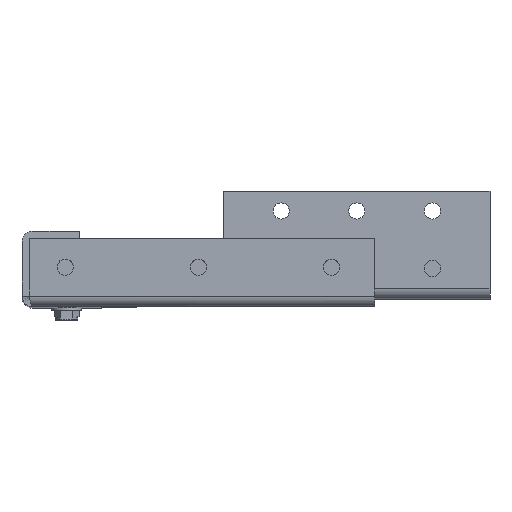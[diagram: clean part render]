
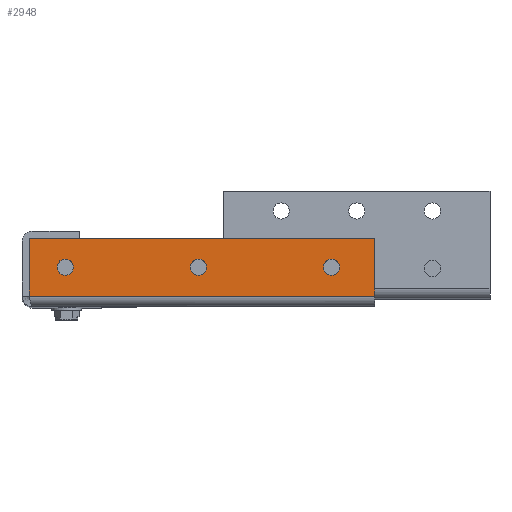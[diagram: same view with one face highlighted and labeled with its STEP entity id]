
A CAD part, top view. The second image highlights one B-rep face of the part: STEP entity #2948.
In plain terms, the highlighted planar face has unit normal (0, 0, 1).
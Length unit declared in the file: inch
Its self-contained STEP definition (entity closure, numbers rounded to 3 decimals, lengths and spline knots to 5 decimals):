
#5 = CARTESIAN_POINT ( 'NONE',  ( 5.5, 0.125, 7.625 ) ) ;
#9 = EDGE_CURVE ( 'NONE', #2891, #1897, #4762, .T. ) ;
#20 = ORIENTED_EDGE ( 'NONE', *, *, #6564, .T. ) ;
#129 = AXIS2_PLACEMENT_3D ( 'NONE', #1659, #3844, #609 ) ;
#213 = EDGE_CURVE ( 'NONE', #5355, #3633, #2706, .T. ) ;
#216 = CARTESIAN_POINT ( 'NONE',  ( 2.4375, 0.68625, 7.625 ) ) ;
#609 = DIRECTION ( 'NONE',  ( 1., 0., 0. ) ) ;
#973 = CARTESIAN_POINT ( 'NONE',  ( 2.578, 0.68625, 7.625 ) ) ;
#983 = DIRECTION ( 'NONE',  ( -1., 0., 0. ) ) ;
#1020 = VERTEX_POINT ( 'NONE', #6330 ) ;
#1038 = FACE_BOUND ( 'NONE', #5119, .T. ) ;
#1077 = EDGE_LOOP ( 'NONE', ( #5826, #4927 ) ) ;
#1149 = CARTESIAN_POINT ( 'NONE',  ( 4.75, 0.68625, 7.625 ) ) ;
#1503 = CIRCLE ( 'NONE', #129, 0.1405 ) ;
#1517 = DIRECTION ( 'NONE',  ( 1., 0., 0. ) ) ;
#1525 = CARTESIAN_POINT ( 'NONE',  ( 4.6095, 0.68625, 7.625 ) ) ;
#1559 = CARTESIAN_POINT ( 'NONE',  ( 0.125, 0.68625, 7.625 ) ) ;
#1659 = CARTESIAN_POINT ( 'NONE',  ( 0.125, 0.68625, 7.625 ) ) ;
#1714 = CARTESIAN_POINT ( 'NONE',  ( -0.49989, 0.185, 7.625 ) ) ;
#1886 = ORIENTED_EDGE ( 'NONE', *, *, #3063, .T. ) ;
#1897 = VERTEX_POINT ( 'NONE', #4870 ) ;
#1901 = CARTESIAN_POINT ( 'NONE',  ( 5.5, 0.185, 7.625 ) ) ;
#1954 = VECTOR ( 'NONE', #4887, 39.37008 ) ;
#1974 = CARTESIAN_POINT ( 'NONE',  ( 4.75, 0.68625, 7.625 ) ) ;
#2013 = DIRECTION ( 'NONE',  ( 1., 0., 0. ) ) ;
#2095 = DIRECTION ( 'NONE',  ( 0., 0., -1. ) ) ;
#2162 = FACE_BOUND ( 'NONE', #1077, .T. ) ;
#2175 = CARTESIAN_POINT ( 'NONE',  ( 5.5, 1.1875, 7.625 ) ) ;
#2183 = ORIENTED_EDGE ( 'NONE', *, *, #6461, .T. ) ;
#2217 = VERTEX_POINT ( 'NONE', #2722 ) ;
#2227 = VERTEX_POINT ( 'NONE', #1714 ) ;
#2248 = LINE ( 'NONE', #2785, #1954 ) ;
#2413 = DIRECTION ( 'NONE',  ( 0., 0., -1. ) ) ;
#2477 = EDGE_LOOP ( 'NONE', ( #5320, #4715 ) ) ;
#2547 = CARTESIAN_POINT ( 'NONE',  ( 5.5, 0.125, 7.625 ) ) ;
#2632 = EDGE_CURVE ( 'NONE', #1020, #2227, #2248, .T. ) ;
#2706 = CIRCLE ( 'NONE', #4058, 0.1405 ) ;
#2722 = CARTESIAN_POINT ( 'NONE',  ( 0.2655, 0.68625, 7.625 ) ) ;
#2785 = CARTESIAN_POINT ( 'NONE',  ( -0.49989, 0.125, 7.625 ) ) ;
#2821 = EDGE_CURVE ( 'NONE', #1897, #2891, #6758, .T. ) ;
#2861 = DIRECTION ( 'NONE',  ( 1., 0., 0. ) ) ;
#2891 = VERTEX_POINT ( 'NONE', #973 ) ;
#2948 = ADVANCED_FACE ( 'NONE', ( #7061, #1038, #3224, #2162 ), #5252, .T. ) ;
#3023 = CIRCLE ( 'NONE', #5425, 0.1405 ) ;
#3037 = CARTESIAN_POINT ( 'NONE',  ( 5.5, 1.1875, 7.625 ) ) ;
#3063 = EDGE_CURVE ( 'NONE', #2217, #5511, #1503, .T. ) ;
#3095 = EDGE_CURVE ( 'NONE', #3633, #5355, #4240, .T. ) ;
#3224 = FACE_BOUND ( 'NONE', #2477, .T. ) ;
#3631 = DIRECTION ( 'NONE',  ( 1., 0., 0. ) ) ;
#3633 = VERTEX_POINT ( 'NONE', #1525 ) ;
#3651 = VERTEX_POINT ( 'NONE', #3037 ) ;
#3720 = ORIENTED_EDGE ( 'NONE', *, *, #6661, .F. ) ;
#3844 = DIRECTION ( 'NONE',  ( 0., 0., -1. ) ) ;
#3938 = VECTOR ( 'NONE', #6772, 39.37008 ) ;
#4015 = AXIS2_PLACEMENT_3D ( 'NONE', #216, #2413, #2861 ) ;
#4058 = AXIS2_PLACEMENT_3D ( 'NONE', #1974, #6986, #6954 ) ;
#4156 = EDGE_LOOP ( 'NONE', ( #3720, #2183, #4161, #6510 ) ) ;
#4161 = ORIENTED_EDGE ( 'NONE', *, *, #2632, .T. ) ;
#4192 = EDGE_CURVE ( 'NONE', #5805, #2227, #4882, .T. ) ;
#4195 = DIRECTION ( 'NONE',  ( 0., 0., -1. ) ) ;
#4240 = CIRCLE ( 'NONE', #5049, 0.1405 ) ;
#4270 = DIRECTION ( 'NONE',  ( -1., 0., 0. ) ) ;
#4715 = ORIENTED_EDGE ( 'NONE', *, *, #2821, .T. ) ;
#4762 = CIRCLE ( 'NONE', #5678, 0.1405 ) ;
#4870 = CARTESIAN_POINT ( 'NONE',  ( 2.297, 0.68625, 7.625 ) ) ;
#4882 = LINE ( 'NONE', #7068, #6553 ) ;
#4887 = DIRECTION ( 'NONE',  ( 0., -1., 0. ) ) ;
#4916 = LINE ( 'NONE', #5, #3938 ) ;
#4927 = ORIENTED_EDGE ( 'NONE', *, *, #3095, .T. ) ;
#4977 = DIRECTION ( 'NONE',  ( 1., 0., 0. ) ) ;
#5049 = AXIS2_PLACEMENT_3D ( 'NONE', #1149, #5515, #4977 ) ;
#5119 = EDGE_LOOP ( 'NONE', ( #1886, #20 ) ) ;
#5252 = PLANE ( 'NONE',  #6424 ) ;
#5320 = ORIENTED_EDGE ( 'NONE', *, *, #9, .T. ) ;
#5355 = VERTEX_POINT ( 'NONE', #6763 ) ;
#5425 = AXIS2_PLACEMENT_3D ( 'NONE', #1559, #4195, #1517 ) ;
#5511 = VERTEX_POINT ( 'NONE', #5880 ) ;
#5515 = DIRECTION ( 'NONE',  ( 0., 0., -1. ) ) ;
#5678 = AXIS2_PLACEMENT_3D ( 'NONE', #5926, #2095, #3631 ) ;
#5805 = VERTEX_POINT ( 'NONE', #1901 ) ;
#5826 = ORIENTED_EDGE ( 'NONE', *, *, #213, .T. ) ;
#5848 = LINE ( 'NONE', #2175, #7018 ) ;
#5880 = CARTESIAN_POINT ( 'NONE',  ( -0.0155, 0.68625, 7.625 ) ) ;
#5926 = CARTESIAN_POINT ( 'NONE',  ( 2.4375, 0.68625, 7.625 ) ) ;
#6330 = CARTESIAN_POINT ( 'NONE',  ( -0.49989, 1.1875, 7.625 ) ) ;
#6424 = AXIS2_PLACEMENT_3D ( 'NONE', #2547, #6919, #2013 ) ;
#6461 = EDGE_CURVE ( 'NONE', #3651, #1020, #5848, .T. ) ;
#6510 = ORIENTED_EDGE ( 'NONE', *, *, #4192, .F. ) ;
#6553 = VECTOR ( 'NONE', #4270, 39.37008 ) ;
#6564 = EDGE_CURVE ( 'NONE', #5511, #2217, #3023, .T. ) ;
#6661 = EDGE_CURVE ( 'NONE', #3651, #5805, #4916, .T. ) ;
#6758 = CIRCLE ( 'NONE', #4015, 0.1405 ) ;
#6763 = CARTESIAN_POINT ( 'NONE',  ( 4.8905, 0.68625, 7.625 ) ) ;
#6772 = DIRECTION ( 'NONE',  ( 0., -1., 0. ) ) ;
#6919 = DIRECTION ( 'NONE',  ( 0., 0., 1. ) ) ;
#6954 = DIRECTION ( 'NONE',  ( 1., 0., 0. ) ) ;
#6986 = DIRECTION ( 'NONE',  ( 0., 0., -1. ) ) ;
#7018 = VECTOR ( 'NONE', #983, 39.37008 ) ;
#7061 = FACE_OUTER_BOUND ( 'NONE', #4156, .T. ) ;
#7068 = CARTESIAN_POINT ( 'NONE',  ( -0.44, 0.185, 7.625 ) ) ;
